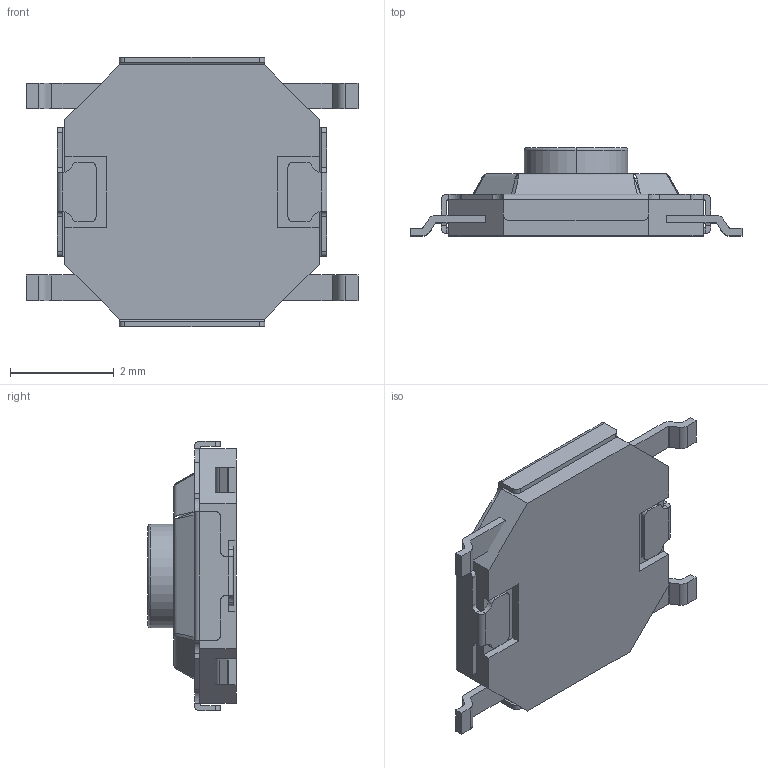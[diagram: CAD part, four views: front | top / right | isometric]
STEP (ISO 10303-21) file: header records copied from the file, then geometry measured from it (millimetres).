
FILE_DESCRIPTION (( 'STEP AP214' ), '1' );
FILE_NAME ('CUI_DEVICES_TS18-5-17-SL-160-SMT-TR.step', '2024-04-17T15:13:17', ( '' ), ( '' ), 'SwSTEP 2.0', 'SolidWorks 2024', '' );
FILE_SCHEMA (( 'AUTOMOTIVE_DESIGN' ));
Length unit declared in the file: inch
Products named in the file (1): CUI_DEVICES_TS18-5-17-SL-160-SMT-TR
Bounding box: 6.4 x 1.7 x 5.2 mm (x, y, z)
Volume: 21.4 mm3; surface area: 136.7 mm2
Topology: 7 solids, 7 shells, 198 faces, 572 edges, 374 vertices
Faces by surface type: plane 108, cylinder 64, bspline 24, torus 2
Entity records: 7770 total; most frequent: CARTESIAN_POINT 2642, ORIENTED_EDGE 1112, DIRECTION 968, EDGE_CURVE 556, VERTEX_POINT 374, VECTOR 362, LINE 362, AXIS2_PLACEMENT_3D 303
